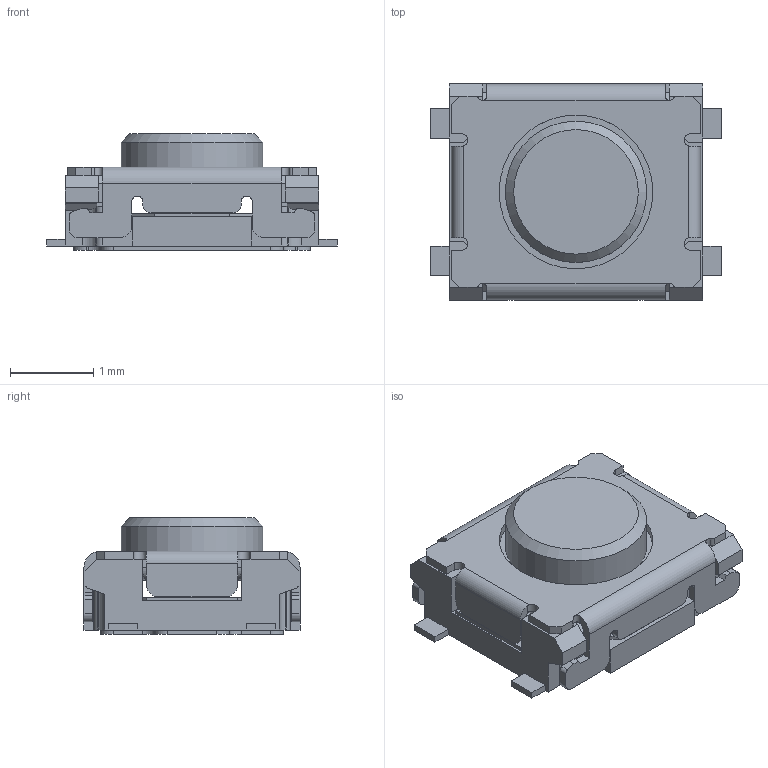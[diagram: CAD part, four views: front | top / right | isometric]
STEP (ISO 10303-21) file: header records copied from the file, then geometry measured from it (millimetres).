
FILE_DESCRIPTION(/* description */ (''),/* implementation_level */ '2;1');
FILE_NAME(/* name */ 'TL1018AAAFxxxQG.stp',/* time_stamp */ '2024-04-02T13:20:51-05:00',/* author */ ('mroman'),/* organization */ (''),/* preprocessor_version */ 'ST-DEVELOPER v18.1',/* originating_system */ 'Autodesk Inventor 2020',/* authorisation */ '');
FILE_SCHEMA (('AUTOMOTIVE_DESIGN { 1 0 10303 214 3 1 1 }'));
Length unit declared in the file: inch
Products named in the file (1): TL1018AAAFxxxQG
Bounding box: 3.5 x 2.6 x 1.4 mm (x, y, z)
Volume: 6.4 mm3; surface area: 54.6 mm2
Topology: 1 solids, 1 shells, 300 faces, 872 edges, 565 vertices
Faces by surface type: plane 221, cylinder 76, cone 1, torus 1, sphere 1
Full cylindrical faces by diameter (mm): 0.6 x1, 1.3 x1, 1.7 x1, 1.85 x1
Entity records: 9993 total; most frequent: CARTESIAN_POINT 1902, ORIENTED_EDGE 1742, DIRECTION 1627, EDGE_CURVE 871, LINE 685, VECTOR 685, VERTEX_POINT 565, AXIS2_PLACEMENT_3D 471
